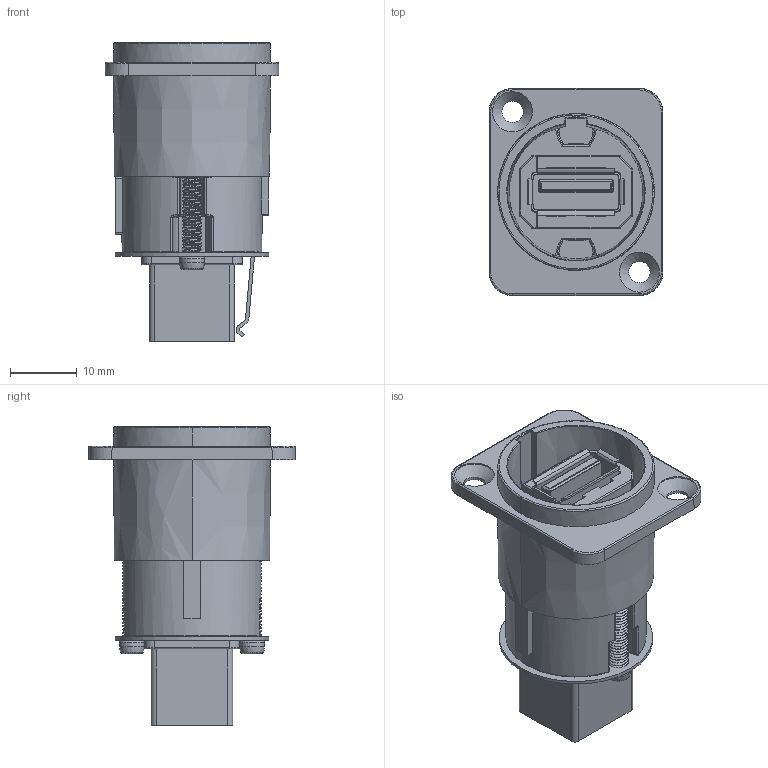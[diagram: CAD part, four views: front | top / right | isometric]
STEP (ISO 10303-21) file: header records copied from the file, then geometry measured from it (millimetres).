
FILE_DESCRIPTION(/* description */ (''),/* implementation_level */ '2;1');
FILE_NAME(/* name */ 'CP30106 USB3 A-B metal.stp',/* time_stamp */ '2024-06-11T10:03:54+01:00',/* author */ ('tottley'),/* organization */ (''),/* preprocessor_version */ 'ST-DEVELOPER v18.1',/* originating_system */ 'Autodesk Inventor 2022',/* authorisation */ '');
FILE_SCHEMA (('AUTOMOTIVE_DESIGN { 1 0 10303 214 3 1 1 }'));
Products named in the file (1): Part25
Bounding box: 26 x 31 x 44.75 mm (x, y, z)
Volume: 9276.7 mm3; surface area: 12386.5 mm2
Topology: 1 solids, 1 shells, 1243 faces, 3435 edges, 2180 vertices
Faces by surface type: plane 667, cylinder 329, bspline 142, torus 58, sphere 28, cone 19
Full cylindrical faces by diameter (mm): 0.9 x1, 2.6 x8, 2.9 x48, 3.2 x2, 3.7 x2, 6 x2, 23 x1
Entity records: 72545 total; most frequent: CARTESIAN_POINT 40547, ORIENTED_EDGE 6834, DIRECTION 5869, EDGE_CURVE 3417, VERTEX_POINT 2180, LINE 2107, VECTOR 2107, AXIS2_PLACEMENT_3D 1881
